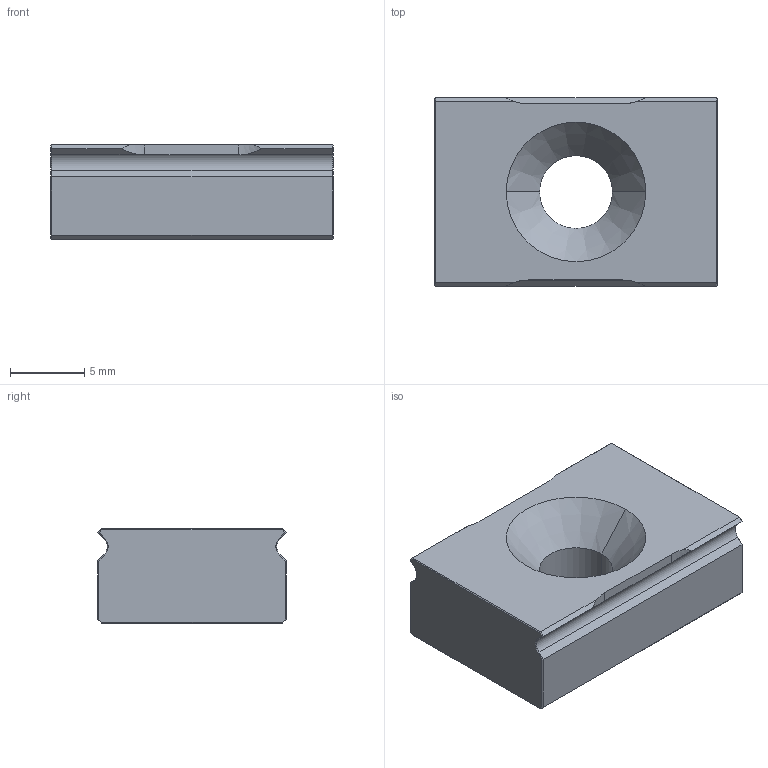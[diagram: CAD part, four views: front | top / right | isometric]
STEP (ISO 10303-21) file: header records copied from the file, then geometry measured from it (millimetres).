
FILE_DESCRIPTION (( 'STEP AP203' ), '1' );
FILE_NAME ('SW3dPS-33050.step', '2010-04-29T07:48:49', ( 'sysAdmin' ), ( 'SolidWorks' ), 'SwSTEP 2.0', 'SolidWorks 2010', '' );
FILE_SCHEMA (( 'CONFIG_CONTROL_DESIGN' ));
Length unit declared in the file: millimetre
Products named in the file (1): SW3dPS-33050
Bounding box: 19.05 x 12.7 x 6.35 mm (x, y, z)
Volume: 1323 mm3; surface area: 926.6 mm2
Topology: 1 solids, 1 shells, 58 faces, 138 edges, 82 vertices
Faces by surface type: plane 44, cylinder 8, cone 6
Entity records: 1705 total; most frequent: CARTESIAN_POINT 315, ORIENTED_EDGE 276, DIRECTION 262, EDGE_CURVE 138, VECTOR 108, LINE 108, VERTEX_POINT 82, AXIS2_PLACEMENT_3D 77
